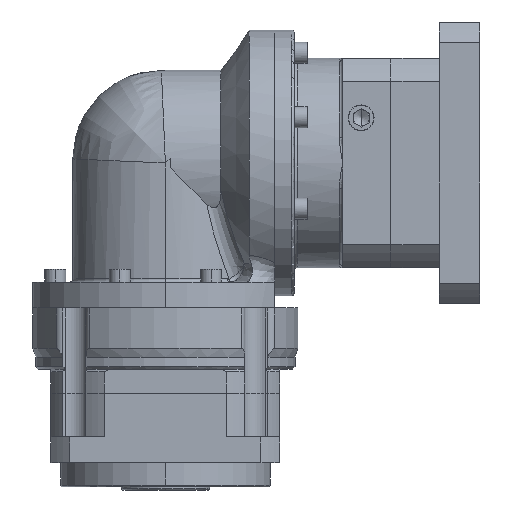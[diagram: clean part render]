
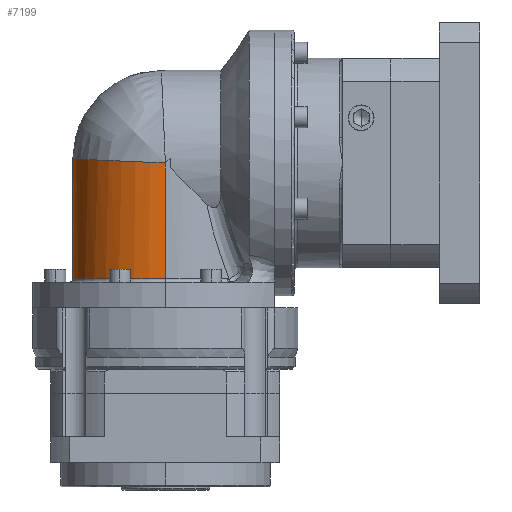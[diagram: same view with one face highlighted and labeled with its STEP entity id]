
A CAD part, left-side view. The second image highlights one B-rep face of the part: STEP entity #7199.
In plain terms, the highlighted cylindrical face has radius 57.5 mm (diameter 115 mm), a partial arc.
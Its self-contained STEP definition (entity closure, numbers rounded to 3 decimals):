
#108 =( BOUNDED_CURVE ( )  B_SPLINE_CURVE ( 3, ( #111, #8720, #10386, #453 ),
 .UNSPECIFIED., .F., .F. ) 
 B_SPLINE_CURVE_WITH_KNOTS ( ( 4, 4 ),
 ( 1.571, 4.712 ),
 .UNSPECIFIED. ) 
 CURVE ( )  GEOMETRIC_REPRESENTATION_ITEM ( )  RATIONAL_B_SPLINE_CURVE ( ( 1., 0.333, 0.333, 1. ) ) 
 REPRESENTATION_ITEM ( '' )  );
#111 = CARTESIAN_POINT ( 'NONE',  ( -57.5, 0., 90. ) ) ;
#453 = CARTESIAN_POINT ( 'NONE',  ( 57.5, 0., 90. ) ) ;
#1633 = EDGE_CURVE ( 'NONE', #9645, #9909, #21009, .T. ) ;
#1946 = DIRECTION ( 'NONE',  ( -1., 0., 0. ) ) ;
#5160 = DIRECTION ( 'NONE',  ( 0., 0., -1. ) ) ;
#5225 = CARTESIAN_POINT ( 'NONE',  ( -57.5, 0., 18. ) ) ;
#5748 = DIRECTION ( 'NONE',  ( 0., 0., -1. ) ) ;
#5878 = CARTESIAN_POINT ( 'NONE',  ( 0., 0., 18. ) ) ;
#6112 = AXIS2_PLACEMENT_3D ( 'NONE', #5878, #17508, #7515 ) ;
#6468 = AXIS2_PLACEMENT_3D ( 'NONE', #16870, #5160, #1946 ) ;
#7199 = ADVANCED_FACE ( 'NONE', ( #18691 ), #8560, .T. ) ;
#7300 = VECTOR ( 'NONE', #5748, 1000. ) ;
#7515 = DIRECTION ( 'NONE',  ( 1., 0., 0. ) ) ;
#8560 = CYLINDRICAL_SURFACE ( 'NONE', #6468, 57.5 ) ;
#8720 = CARTESIAN_POINT ( 'NONE',  ( -57.5, 115., 95. ) ) ;
#9645 = VERTEX_POINT ( 'NONE', #16875 ) ;
#9909 = VERTEX_POINT ( 'NONE', #11599 ) ;
#10386 = CARTESIAN_POINT ( 'NONE',  ( 57.5, 115., 95. ) ) ;
#10773 = CIRCLE ( 'NONE', #6112, 57.5 ) ;
#11035 = ORIENTED_EDGE ( 'NONE', *, *, #1633, .T. ) ;
#11193 = EDGE_CURVE ( 'NONE', #12475, #13513, #20586, .T. ) ;
#11599 = CARTESIAN_POINT ( 'NONE',  ( 57.5, 0., 18. ) ) ;
#12475 = VERTEX_POINT ( 'NONE', #20325 ) ;
#13513 = VERTEX_POINT ( 'NONE', #5225 ) ;
#16067 = CARTESIAN_POINT ( 'NONE',  ( 57.5, 0., 147.5 ) ) ;
#16603 = VECTOR ( 'NONE', #19197, 1000. ) ;
#16607 = EDGE_LOOP ( 'NONE', ( #19987, #11035, #17649, #18001 ) ) ;
#16870 = CARTESIAN_POINT ( 'NONE',  ( 0., 0., 147.5 ) ) ;
#16875 = CARTESIAN_POINT ( 'NONE',  ( 57.5, 0., 90. ) ) ;
#17508 = DIRECTION ( 'NONE',  ( 0., 0., 1. ) ) ;
#17649 = ORIENTED_EDGE ( 'NONE', *, *, #19081, .T. ) ;
#18001 = ORIENTED_EDGE ( 'NONE', *, *, #11193, .F. ) ;
#18398 = EDGE_CURVE ( 'NONE', #12475, #9645, #108, .T. ) ;
#18691 = FACE_OUTER_BOUND ( 'NONE', #16607, .T. ) ;
#19081 = EDGE_CURVE ( 'NONE', #9909, #13513, #10773, .T. ) ;
#19197 = DIRECTION ( 'NONE',  ( 0., 0., -1. ) ) ;
#19987 = ORIENTED_EDGE ( 'NONE', *, *, #18398, .T. ) ;
#20325 = CARTESIAN_POINT ( 'NONE',  ( -57.5, 0., 90. ) ) ;
#20586 = LINE ( 'NONE', #20641, #7300 ) ;
#20641 = CARTESIAN_POINT ( 'NONE',  ( -57.5, 0., 147.5 ) ) ;
#21009 = LINE ( 'NONE', #16067, #16603 ) ;
